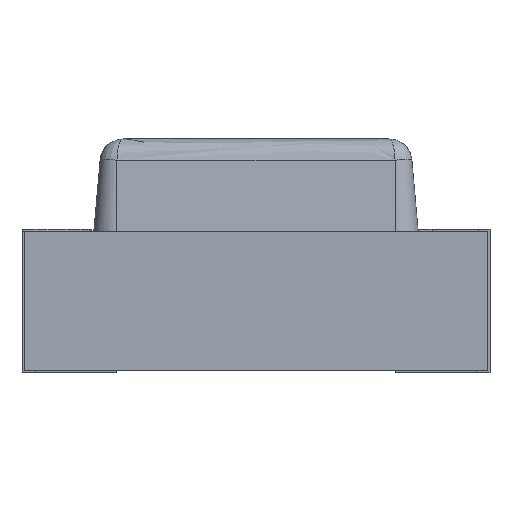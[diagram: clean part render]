
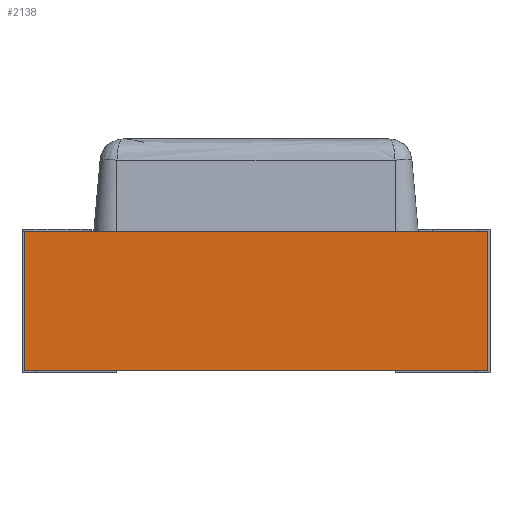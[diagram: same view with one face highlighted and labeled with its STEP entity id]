
A CAD part, front view. The second image highlights one B-rep face of the part: STEP entity #2138.
In plain terms, the highlighted free-form (B-spline) face has degree [1, 1] with [2, 2] control points.
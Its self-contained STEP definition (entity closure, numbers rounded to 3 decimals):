
#1645 = VERTEX_POINT('',#1646);
#1646 = CARTESIAN_POINT('',(-1.,-0.625,0.01));
#1690 = VERTEX_POINT('',#1691);
#1691 = CARTESIAN_POINT('',(1.,-0.625,0.01));
#1696 = EDGE_CURVE('',#1645,#1690,#1697,.T.);
#1697 = B_SPLINE_CURVE_WITH_KNOTS('',1,(#1698,#1699),.UNSPECIFIED.,.F.,
  .F.,(2,2),(0.,2.),.PIECEWISE_BEZIER_KNOTS.);
#1698 = CARTESIAN_POINT('',(-1.,-0.625,0.01));
#1699 = CARTESIAN_POINT('',(1.,-0.625,0.01));
#1914 = VERTEX_POINT('',#1915);
#1915 = CARTESIAN_POINT('',(-1.,-0.625,0.61));
#1920 = EDGE_CURVE('',#1914,#1921,#1923,.T.);
#1921 = VERTEX_POINT('',#1922);
#1922 = CARTESIAN_POINT('',(1.,-0.625,0.61));
#1923 = B_SPLINE_CURVE_WITH_KNOTS('',1,(#1924,#1925),.UNSPECIFIED.,.F.,
  .F.,(2,2),(0.,2.),.PIECEWISE_BEZIER_KNOTS.);
#1924 = CARTESIAN_POINT('',(-1.,-0.625,0.61));
#1925 = CARTESIAN_POINT('',(1.,-0.625,0.61));
#2061 = EDGE_CURVE('',#1921,#1690,#2062,.T.);
#2062 = B_SPLINE_CURVE_WITH_KNOTS('',1,(#2063,#2064),.UNSPECIFIED.,.F.,
  .F.,(2,2),(-0.,0.6),.PIECEWISE_BEZIER_KNOTS.);
#2063 = CARTESIAN_POINT('',(1.,-0.625,0.61));
#2064 = CARTESIAN_POINT('',(1.,-0.625,0.01));
#2129 = EDGE_CURVE('',#1914,#1645,#2130,.T.);
#2130 = B_SPLINE_CURVE_WITH_KNOTS('',1,(#2131,#2132),.UNSPECIFIED.,.F.,
  .F.,(2,2),(-0.,0.6),.PIECEWISE_BEZIER_KNOTS.);
#2131 = CARTESIAN_POINT('',(-1.,-0.625,0.61));
#2132 = CARTESIAN_POINT('',(-1.,-0.625,0.01));
#2138 = ADVANCED_FACE('',(#2139),#2145,.F.);
#2139 = FACE_BOUND('',#2140,.T.);
#2140 = EDGE_LOOP('',(#2141,#2142,#2143,#2144));
#2141 = ORIENTED_EDGE('',*,*,#1696,.T.);
#2142 = ORIENTED_EDGE('',*,*,#2061,.F.);
#2143 = ORIENTED_EDGE('',*,*,#1920,.F.);
#2144 = ORIENTED_EDGE('',*,*,#2129,.T.);
#2145 = B_SPLINE_SURFACE_WITH_KNOTS('',1,1,(
    (#2146,#2147)
    ,(#2148,#2149
    )),.UNSPECIFIED.,.F.,.F.,.F.,(2,2),(2,2),(-0.6,0.),(0.,2.),
  .PIECEWISE_BEZIER_KNOTS.);
#2146 = CARTESIAN_POINT('',(-1.,-0.625,0.01));
#2147 = CARTESIAN_POINT('',(1.,-0.625,0.01));
#2148 = CARTESIAN_POINT('',(-1.,-0.625,0.61));
#2149 = CARTESIAN_POINT('',(1.,-0.625,0.61));
